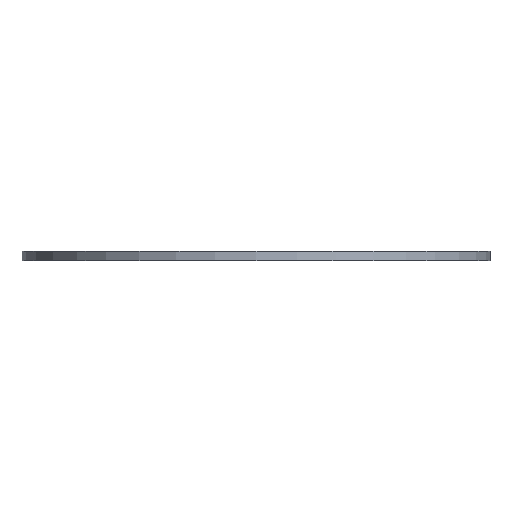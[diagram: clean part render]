
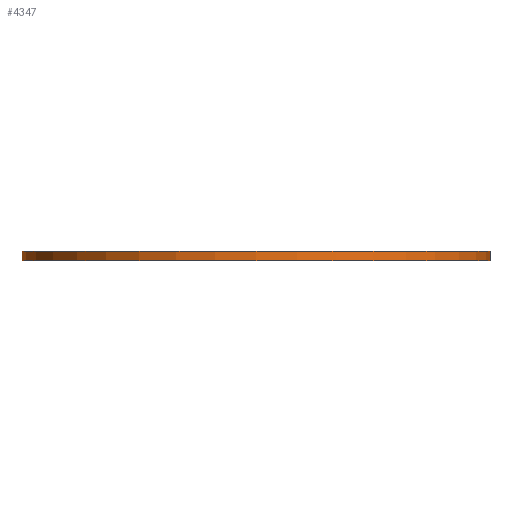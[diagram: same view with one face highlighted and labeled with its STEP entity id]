
A CAD part, front view. The second image highlights one B-rep face of the part: STEP entity #4347.
In plain terms, the highlighted cylindrical face has radius 142.5 mm (diameter 285 mm), a partial arc.
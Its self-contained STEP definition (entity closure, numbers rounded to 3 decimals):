
#19 = VERTEX_POINT ( 'NONE', #4401 ) ;
#128 = ORIENTED_EDGE ( 'NONE', *, *, #5795, .T. ) ;
#308 = AXIS2_PLACEMENT_3D ( 'NONE', #5636, #3445, #6190 ) ;
#530 = CARTESIAN_POINT ( 'NONE',  ( -142.5, 0., -0.334 ) ) ;
#1018 = VERTEX_POINT ( 'NONE', #2817 ) ;
#1038 = AXIS2_PLACEMENT_3D ( 'NONE', #1418, #3537, #5066 ) ;
#1418 = CARTESIAN_POINT ( 'NONE',  ( 0., 0., 5.343 ) ) ;
#1600 = DIRECTION ( 'NONE',  ( 1., 0., 0. ) ) ;
#1718 = CARTESIAN_POINT ( 'NONE',  ( -142.5, 0., 5.343 ) ) ;
#1833 = VECTOR ( 'NONE', #2947, 1000. ) ;
#1956 = EDGE_CURVE ( 'NONE', #6173, #1018, #5591, .T. ) ;
#2041 = CIRCLE ( 'NONE', #5918, 142.5 ) ;
#2083 = CARTESIAN_POINT ( 'NONE',  ( 142.5, 0., 5.343 ) ) ;
#2118 = DIRECTION ( 'NONE',  ( 0., 0., 1. ) ) ;
#2193 = ORIENTED_EDGE ( 'NONE', *, *, #1956, .F. ) ;
#2323 = CARTESIAN_POINT ( 'NONE',  ( -142.5, 0., 5.343 ) ) ;
#2432 = FACE_OUTER_BOUND ( 'NONE', #6527, .T. ) ;
#2468 = VECTOR ( 'NONE', #6418, 1000. ) ;
#2817 = CARTESIAN_POINT ( 'NONE',  ( 142.5, 0., 5.343 ) ) ;
#2896 = VERTEX_POINT ( 'NONE', #530 ) ;
#2947 = DIRECTION ( 'NONE',  ( 0., 0., -1. ) ) ;
#3224 = EDGE_CURVE ( 'NONE', #1018, #19, #6282, .T. ) ;
#3445 = DIRECTION ( 'NONE',  ( 0., 0., -1. ) ) ;
#3537 = DIRECTION ( 'NONE',  ( 0., 0., 1. ) ) ;
#4347 = ADVANCED_FACE ( 'NONE', ( #2432 ), #5527, .T. ) ;
#4401 = CARTESIAN_POINT ( 'NONE',  ( 142.5, 0., -0.334 ) ) ;
#4701 = ORIENTED_EDGE ( 'NONE', *, *, #4798, .T. ) ;
#4798 = EDGE_CURVE ( 'NONE', #6173, #2896, #5484, .T. ) ;
#5066 = DIRECTION ( 'NONE',  ( 1., 0., 0. ) ) ;
#5484 = LINE ( 'NONE', #2323, #1833 ) ;
#5527 = CYLINDRICAL_SURFACE ( 'NONE', #308, 142.5 ) ;
#5591 = CIRCLE ( 'NONE', #1038, 142.5 ) ;
#5636 = CARTESIAN_POINT ( 'NONE',  ( 0., 0., 5.343 ) ) ;
#5795 = EDGE_CURVE ( 'NONE', #2896, #19, #2041, .T. ) ;
#5918 = AXIS2_PLACEMENT_3D ( 'NONE', #6871, #2118, #1600 ) ;
#6173 = VERTEX_POINT ( 'NONE', #1718 ) ;
#6190 = DIRECTION ( 'NONE',  ( -1., 0., 0. ) ) ;
#6282 = LINE ( 'NONE', #2083, #2468 ) ;
#6418 = DIRECTION ( 'NONE',  ( 0., 0., -1. ) ) ;
#6483 = ORIENTED_EDGE ( 'NONE', *, *, #3224, .F. ) ;
#6527 = EDGE_LOOP ( 'NONE', ( #6483, #2193, #4701, #128 ) ) ;
#6871 = CARTESIAN_POINT ( 'NONE',  ( 0., 0., -0.334 ) ) ;
